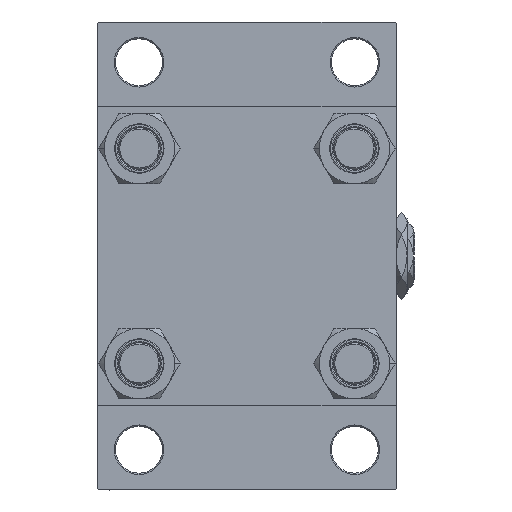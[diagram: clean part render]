
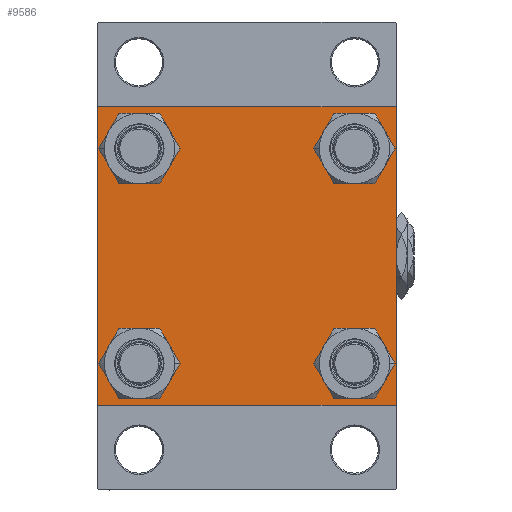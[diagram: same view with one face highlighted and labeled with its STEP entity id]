
A CAD part, left-side view. The second image highlights one B-rep face of the part: STEP entity #9586.
In plain terms, the highlighted planar face has unit normal (-1, 0, 0).
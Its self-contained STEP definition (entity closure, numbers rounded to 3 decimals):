
#146 = CARTESIAN_POINT ( 'NONE',  ( 0., -57.5, 57.5 ) ) ;
#258 = AXIS2_PLACEMENT_3D ( 'NONE', #14730, #22462, #48982 ) ;
#592 = DIRECTION ( 'NONE',  ( 0., 0.707, 0.707 ) ) ;
#607 = CARTESIAN_POINT ( 'NONE',  ( 0., 41.35, -41.35 ) ) ;
#1049 = AXIS2_PLACEMENT_3D ( 'NONE', #21516, #48281, #36297 ) ;
#1100 = DIRECTION ( 'NONE',  ( 0., 0., 1. ) ) ;
#1493 = CARTESIAN_POINT ( 'NONE',  ( 0., -41.35, -41.35 ) ) ;
#1607 = CARTESIAN_POINT ( 'NONE',  ( 0., 57., -57.5 ) ) ;
#1928 = DIRECTION ( 'NONE',  ( 0., -1., 0. ) ) ;
#3744 = VERTEX_POINT ( 'NONE', #47599 ) ;
#3872 = CARTESIAN_POINT ( 'NONE',  ( 0., 57.5, 57.5 ) ) ;
#4592 = LINE ( 'NONE', #11845, #32544 ) ;
#4890 = CIRCLE ( 'NONE', #48041, 8.5 ) ;
#5145 = CARTESIAN_POINT ( 'NONE',  ( 0., 41.35, -41.35 ) ) ;
#5577 = AXIS2_PLACEMENT_3D ( 'NONE', #1493, #40483, #28242 ) ;
#6426 = EDGE_LOOP ( 'NONE', ( #12778, #23968 ) ) ;
#6473 = CARTESIAN_POINT ( 'NONE',  ( 0., 57.5, -57. ) ) ;
#6548 = CARTESIAN_POINT ( 'NONE',  ( 0., -57.5, -57. ) ) ;
#6779 = LINE ( 'NONE', #37289, #22827 ) ;
#7199 = DIRECTION ( 'NONE',  ( 1., 0., 0. ) ) ;
#8214 = ORIENTED_EDGE ( 'NONE', *, *, #27177, .T. ) ;
#8832 = EDGE_CURVE ( 'NONE', #27772, #39953, #37686, .T. ) ;
#9134 = DIRECTION ( 'NONE',  ( 1., 0., 0. ) ) ;
#9338 = VERTEX_POINT ( 'NONE', #48579 ) ;
#9586 = ADVANCED_FACE ( 'NONE', ( #10034, #25285, #21030, #29518, #40538 ), #24532, .T. ) ;
#10034 = FACE_BOUND ( 'NONE', #20930, .T. ) ;
#10175 = DIRECTION ( 'NONE',  ( 0., 0., 1. ) ) ;
#10414 = DIRECTION ( 'NONE',  ( 1., 0., 0. ) ) ;
#11191 = DIRECTION ( 'NONE',  ( 0., 0.707, -0.707 ) ) ;
#11486 = EDGE_CURVE ( 'NONE', #49433, #38121, #39438, .T. ) ;
#11494 = ORIENTED_EDGE ( 'NONE', *, *, #19633, .T. ) ;
#11782 = CIRCLE ( 'NONE', #31750, 8.5 ) ;
#11845 = CARTESIAN_POINT ( 'NONE',  ( 0., -57.25, 57.25 ) ) ;
#11981 = CARTESIAN_POINT ( 'NONE',  ( 0., 41.35, 32.85 ) ) ;
#12135 = DIRECTION ( 'NONE',  ( 0., 0., 1. ) ) ;
#12181 = AXIS2_PLACEMENT_3D ( 'NONE', #26455, #7199, #41469 ) ;
#12778 = ORIENTED_EDGE ( 'NONE', *, *, #34665, .T. ) ;
#13275 = VERTEX_POINT ( 'NONE', #35068 ) ;
#14730 = CARTESIAN_POINT ( 'NONE',  ( 0., 41.35, 41.35 ) ) ;
#14803 = ORIENTED_EDGE ( 'NONE', *, *, #32802, .T. ) ;
#14985 = ORIENTED_EDGE ( 'NONE', *, *, #8832, .T. ) ;
#15004 = CARTESIAN_POINT ( 'NONE',  ( 0., -41.35, -41.35 ) ) ;
#15092 = VERTEX_POINT ( 'NONE', #20512 ) ;
#15847 = DIRECTION ( 'NONE',  ( 1., 0., 0. ) ) ;
#17303 = CARTESIAN_POINT ( 'NONE',  ( 0., 57.5, 57. ) ) ;
#17380 = AXIS2_PLACEMENT_3D ( 'NONE', #15004, #30504, #19487 ) ;
#17998 = ORIENTED_EDGE ( 'NONE', *, *, #11486, .T. ) ;
#18076 = AXIS2_PLACEMENT_3D ( 'NONE', #21172, #10414, #10175 ) ;
#18112 = EDGE_LOOP ( 'NONE', ( #35088, #8214 ) ) ;
#18423 = EDGE_CURVE ( 'NONE', #23400, #13275, #39651, .T. ) ;
#18802 = ORIENTED_EDGE ( 'NONE', *, *, #39043, .T. ) ;
#18951 = EDGE_CURVE ( 'NONE', #44498, #26238, #4592, .T. ) ;
#19487 = DIRECTION ( 'NONE',  ( 0., 0., 1. ) ) ;
#19633 = EDGE_CURVE ( 'NONE', #38121, #49433, #11782, .T. ) ;
#19878 = VERTEX_POINT ( 'NONE', #1607 ) ;
#20272 = VECTOR ( 'NONE', #28133, 1000. ) ;
#20512 = CARTESIAN_POINT ( 'NONE',  ( 0., -41.35, -49.85 ) ) ;
#20870 = LINE ( 'NONE', #31903, #20272 ) ;
#20897 = EDGE_CURVE ( 'NONE', #44498, #36020, #22139, .T. ) ;
#20930 = EDGE_LOOP ( 'NONE', ( #14803, #32092 ) ) ;
#21030 = FACE_BOUND ( 'NONE', #25979, .T. ) ;
#21172 = CARTESIAN_POINT ( 'NONE',  ( 0., -41.35, 41.35 ) ) ;
#21221 = DIRECTION ( 'NONE',  ( 0., -0.707, -0.707 ) ) ;
#21493 = VERTEX_POINT ( 'NONE', #6473 ) ;
#21516 = CARTESIAN_POINT ( 'NONE',  ( 0., 0., 0. ) ) ;
#21649 = LINE ( 'NONE', #40912, #21758 ) ;
#21758 = VECTOR ( 'NONE', #1928, 1000. ) ;
#22139 = LINE ( 'NONE', #146, #49319 ) ;
#22462 = DIRECTION ( 'NONE',  ( 1., 0., 0. ) ) ;
#22543 = EDGE_CURVE ( 'NONE', #39953, #21493, #22609, .T. ) ;
#22609 = LINE ( 'NONE', #3872, #42957 ) ;
#22827 = VECTOR ( 'NONE', #25301, 1000. ) ;
#22890 = EDGE_CURVE ( 'NONE', #3744, #15092, #35006, .T. ) ;
#23400 = VERTEX_POINT ( 'NONE', #33894 ) ;
#23968 = ORIENTED_EDGE ( 'NONE', *, *, #38390, .T. ) ;
#24430 = ORIENTED_EDGE ( 'NONE', *, *, #20897, .F. ) ;
#24482 = CARTESIAN_POINT ( 'NONE',  ( 0., 57.25, -57.25 ) ) ;
#24532 = PLANE ( 'NONE',  #1049 ) ;
#25285 = FACE_BOUND ( 'NONE', #18112, .T. ) ;
#25301 = DIRECTION ( 'NONE',  ( 0., -1., 0. ) ) ;
#25598 = CARTESIAN_POINT ( 'NONE',  ( 0., 41.35, -32.85 ) ) ;
#25979 = EDGE_LOOP ( 'NONE', ( #11494, #17998 ) ) ;
#26238 = VERTEX_POINT ( 'NONE', #46746 ) ;
#26293 = EDGE_LOOP ( 'NONE', ( #38239, #32210, #32476, #18802, #24430, #41442, #40531, #14985 ) ) ;
#26455 = CARTESIAN_POINT ( 'NONE',  ( 0., -41.35, 41.35 ) ) ;
#27177 = EDGE_CURVE ( 'NONE', #15092, #3744, #29522, .T. ) ;
#27251 = EDGE_CURVE ( 'NONE', #21493, #19878, #36492, .T. ) ;
#27772 = VERTEX_POINT ( 'NONE', #38882 ) ;
#28133 = DIRECTION ( 'NONE',  ( 0., -0.707, 0.707 ) ) ;
#28242 = DIRECTION ( 'NONE',  ( 0., 0., 1. ) ) ;
#28955 = CIRCLE ( 'NONE', #12181, 8.5 ) ;
#29518 = FACE_BOUND ( 'NONE', #6426, .T. ) ;
#29522 = CIRCLE ( 'NONE', #5577, 8.5 ) ;
#30504 = DIRECTION ( 'NONE',  ( 1., 0., 0. ) ) ;
#30638 = CARTESIAN_POINT ( 'NONE',  ( 0., 41.35, -49.85 ) ) ;
#31750 = AXIS2_PLACEMENT_3D ( 'NONE', #5145, #9134, #47140 ) ;
#31903 = CARTESIAN_POINT ( 'NONE',  ( 0., -57.25, -57.25 ) ) ;
#32092 = ORIENTED_EDGE ( 'NONE', *, *, #18423, .T. ) ;
#32210 = ORIENTED_EDGE ( 'NONE', *, *, #27251, .T. ) ;
#32476 = ORIENTED_EDGE ( 'NONE', *, *, #44685, .T. ) ;
#32544 = VECTOR ( 'NONE', #592, 1000. ) ;
#32802 = EDGE_CURVE ( 'NONE', #13275, #23400, #28955, .T. ) ;
#33894 = CARTESIAN_POINT ( 'NONE',  ( 0., -41.35, 32.85 ) ) ;
#33908 = DIRECTION ( 'NONE',  ( 0., 0., -1. ) ) ;
#34665 = EDGE_CURVE ( 'NONE', #49121, #46328, #4890, .T. ) ;
#35006 = CIRCLE ( 'NONE', #17380, 8.5 ) ;
#35068 = CARTESIAN_POINT ( 'NONE',  ( 0., -41.35, 49.85 ) ) ;
#35088 = ORIENTED_EDGE ( 'NONE', *, *, #22890, .T. ) ;
#35418 = CIRCLE ( 'NONE', #258, 8.5 ) ;
#36020 = VERTEX_POINT ( 'NONE', #6548 ) ;
#36297 = DIRECTION ( 'NONE',  ( 0., 0., 1. ) ) ;
#36492 = LINE ( 'NONE', #24482, #39906 ) ;
#37289 = CARTESIAN_POINT ( 'NONE',  ( 0., 57.5, -57.5 ) ) ;
#37384 = DIRECTION ( 'NONE',  ( 0., 0., -1. ) ) ;
#37686 = LINE ( 'NONE', #49436, #47434 ) ;
#37731 = EDGE_CURVE ( 'NONE', #27772, #26238, #21649, .T. ) ;
#38121 = VERTEX_POINT ( 'NONE', #25598 ) ;
#38239 = ORIENTED_EDGE ( 'NONE', *, *, #22543, .T. ) ;
#38390 = EDGE_CURVE ( 'NONE', #46328, #49121, #35418, .T. ) ;
#38882 = CARTESIAN_POINT ( 'NONE',  ( 0., 57., 57.5 ) ) ;
#39043 = EDGE_CURVE ( 'NONE', #9338, #36020, #20870, .T. ) ;
#39438 = CIRCLE ( 'NONE', #41837, 8.5 ) ;
#39651 = CIRCLE ( 'NONE', #18076, 8.5 ) ;
#39906 = VECTOR ( 'NONE', #21221, 1000. ) ;
#39953 = VERTEX_POINT ( 'NONE', #17303 ) ;
#40483 = DIRECTION ( 'NONE',  ( 1., 0., 0. ) ) ;
#40531 = ORIENTED_EDGE ( 'NONE', *, *, #37731, .F. ) ;
#40538 = FACE_OUTER_BOUND ( 'NONE', #26293, .T. ) ;
#40912 = CARTESIAN_POINT ( 'NONE',  ( 0., 57.5, 57.5 ) ) ;
#41039 = CARTESIAN_POINT ( 'NONE',  ( 0., -57.5, 57. ) ) ;
#41442 = ORIENTED_EDGE ( 'NONE', *, *, #18951, .T. ) ;
#41469 = DIRECTION ( 'NONE',  ( 0., 0., 1. ) ) ;
#41837 = AXIS2_PLACEMENT_3D ( 'NONE', #607, #15847, #1100 ) ;
#42957 = VECTOR ( 'NONE', #37384, 1000. ) ;
#43368 = CARTESIAN_POINT ( 'NONE',  ( 0., 41.35, 41.35 ) ) ;
#44498 = VERTEX_POINT ( 'NONE', #41039 ) ;
#44685 = EDGE_CURVE ( 'NONE', #19878, #9338, #6779, .T. ) ;
#45206 = CARTESIAN_POINT ( 'NONE',  ( 0., 41.35, 49.85 ) ) ;
#46328 = VERTEX_POINT ( 'NONE', #11981 ) ;
#46384 = DIRECTION ( 'NONE',  ( 1., 0., 0. ) ) ;
#46746 = CARTESIAN_POINT ( 'NONE',  ( 0., -57., 57.5 ) ) ;
#47140 = DIRECTION ( 'NONE',  ( 0., 0., 1. ) ) ;
#47434 = VECTOR ( 'NONE', #11191, 1000. ) ;
#47599 = CARTESIAN_POINT ( 'NONE',  ( 0., -41.35, -32.85 ) ) ;
#48041 = AXIS2_PLACEMENT_3D ( 'NONE', #43368, #46384, #12135 ) ;
#48281 = DIRECTION ( 'NONE',  ( -1., 0., 0. ) ) ;
#48579 = CARTESIAN_POINT ( 'NONE',  ( 0., -57., -57.5 ) ) ;
#48982 = DIRECTION ( 'NONE',  ( 0., 0., 1. ) ) ;
#49121 = VERTEX_POINT ( 'NONE', #45206 ) ;
#49319 = VECTOR ( 'NONE', #33908, 1000. ) ;
#49433 = VERTEX_POINT ( 'NONE', #30638 ) ;
#49436 = CARTESIAN_POINT ( 'NONE',  ( 0., 57.25, 57.25 ) ) ;
